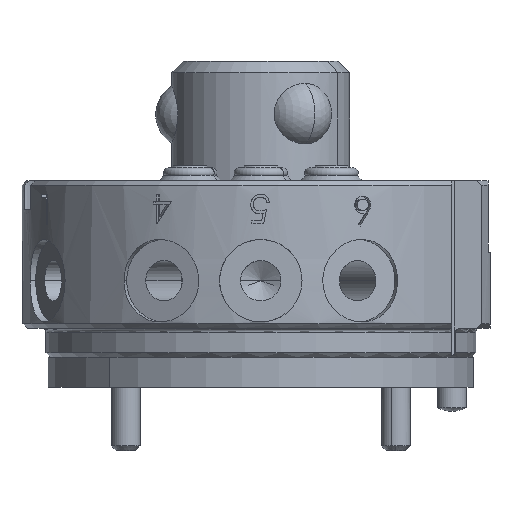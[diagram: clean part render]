
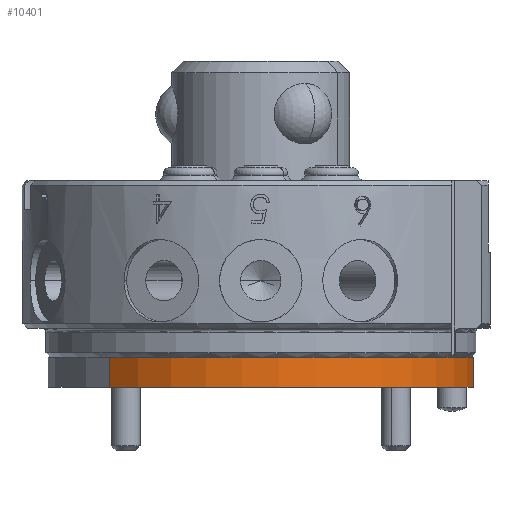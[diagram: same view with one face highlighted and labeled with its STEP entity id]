
A CAD part, front view. The second image highlights one B-rep face of the part: STEP entity #10401.
In plain terms, the highlighted cylindrical face has radius 22.352 mm (diameter 44.704 mm), a partial arc.
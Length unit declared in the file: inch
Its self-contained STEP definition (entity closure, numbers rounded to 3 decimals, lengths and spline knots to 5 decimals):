
#1037 = ORIENTED_EDGE ( 'NONE', *, *, #5744, .T. ) ;
#1208 = CARTESIAN_POINT ( 'NONE',  ( -0.0001, -0.00012, -0.728 ) ) ;
#1713 = LINE ( 'NONE', #11912, #13907 ) ;
#1905 = CIRCLE ( 'NONE', #16447, 0.88 ) ;
#2729 = DIRECTION ( 'NONE',  ( 0.707, 0.707, 0. ) ) ;
#4862 = AXIS2_PLACEMENT_3D ( 'NONE', #1208, #5357, #2729 ) ;
#4919 = DIRECTION ( 'NONE',  ( 0., 0., -1. ) ) ;
#5357 = DIRECTION ( 'NONE',  ( 0., 0., -1. ) ) ;
#5514 = DIRECTION ( 'NONE',  ( 0., 0., -1. ) ) ;
#5744 = EDGE_CURVE ( 'NONE', #12549, #14154, #1905, .T. ) ;
#6236 = VERTEX_POINT ( 'NONE', #11938 ) ;
#6366 = FACE_OUTER_BOUND ( 'NONE', #14227, .T. ) ;
#7556 = ORIENTED_EDGE ( 'NONE', *, *, #12146, .F. ) ;
#7957 = VECTOR ( 'NONE', #4919, 39.37008 ) ;
#8221 = CARTESIAN_POINT ( 'NONE',  ( -0.62226, -0.62247, -0.728 ) ) ;
#8354 = DIRECTION ( 'NONE',  ( 0., 0., -1. ) ) ;
#8909 = CYLINDRICAL_SURFACE ( 'NONE', #4862, 0.88 ) ;
#9099 = AXIS2_PLACEMENT_3D ( 'NONE', #13971, #15323, #16608 ) ;
#9384 = EDGE_CURVE ( 'NONE', #14154, #6236, #1713, .T. ) ;
#9612 = ORIENTED_EDGE ( 'NONE', *, *, #9384, .T. ) ;
#10401 = ADVANCED_FACE ( 'NONE', ( #6366 ), #8909, .T. ) ;
#11140 = CARTESIAN_POINT ( 'NONE',  ( 0.62206, 0.62223, -0.728 ) ) ;
#11912 = CARTESIAN_POINT ( 'NONE',  ( -0.62226, -0.62247, -0.728 ) ) ;
#11938 = CARTESIAN_POINT ( 'NONE',  ( -0.62226, -0.62247, -0.853 ) ) ;
#11957 = DIRECTION ( 'NONE',  ( 0.707, 0.707, 0. ) ) ;
#12146 = EDGE_CURVE ( 'NONE', #12341, #6236, #15009, .T. ) ;
#12341 = VERTEX_POINT ( 'NONE', #16693 ) ;
#12549 = VERTEX_POINT ( 'NONE', #14808 ) ;
#13907 = VECTOR ( 'NONE', #5514, 39.37008 ) ;
#13971 = CARTESIAN_POINT ( 'NONE',  ( -0.0001, -0.00012, -0.853 ) ) ;
#14063 = CARTESIAN_POINT ( 'NONE',  ( -0.0001, -0.00012, -0.728 ) ) ;
#14154 = VERTEX_POINT ( 'NONE', #8221 ) ;
#14212 = EDGE_CURVE ( 'NONE', #12549, #12341, #16468, .T. ) ;
#14227 = EDGE_LOOP ( 'NONE', ( #1037, #9612, #7556, #14954 ) ) ;
#14808 = CARTESIAN_POINT ( 'NONE',  ( 0.62206, 0.62223, -0.728 ) ) ;
#14954 = ORIENTED_EDGE ( 'NONE', *, *, #14212, .F. ) ;
#15009 = CIRCLE ( 'NONE', #9099, 0.88 ) ;
#15323 = DIRECTION ( 'NONE',  ( 0., 0., -1. ) ) ;
#16447 = AXIS2_PLACEMENT_3D ( 'NONE', #14063, #8354, #11957 ) ;
#16468 = LINE ( 'NONE', #11140, #7957 ) ;
#16608 = DIRECTION ( 'NONE',  ( 0.707, 0.707, 0. ) ) ;
#16693 = CARTESIAN_POINT ( 'NONE',  ( 0.62206, 0.62223, -0.853 ) ) ;
